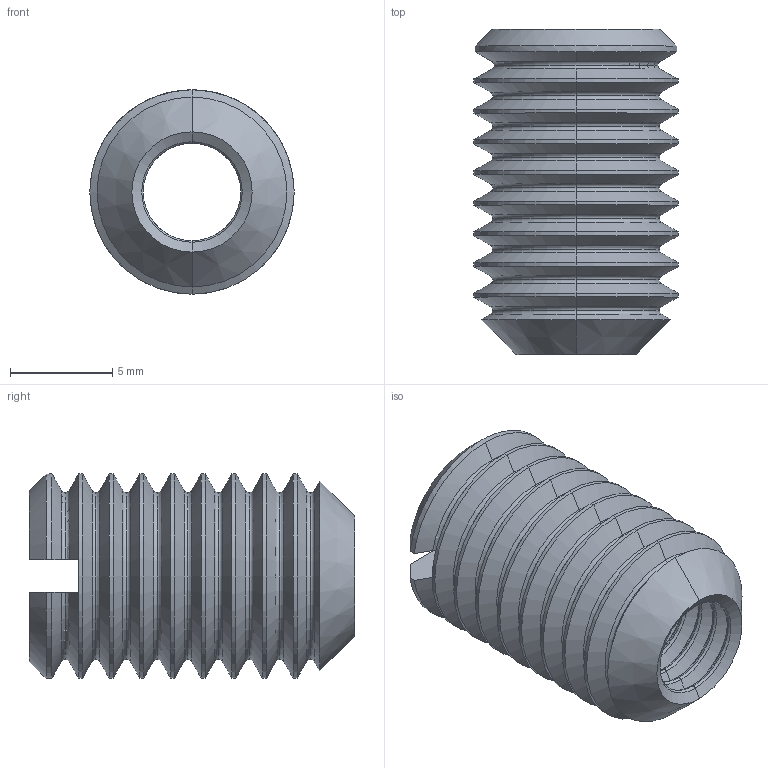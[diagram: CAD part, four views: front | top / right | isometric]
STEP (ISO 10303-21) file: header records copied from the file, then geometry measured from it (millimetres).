
FILE_DESCRIPTION (( 'STEP AP203' ), '1' );
FILE_NAME ('2.51.10.06.STEP', '2014-06-24T02:42:11', ( 'USER' ), ( 'Microsoft' ), 'SwSTEP 2.0', 'SolidWorks 2012', '' );
FILE_SCHEMA (( 'CONFIG_CONTROL_DESIGN' ));
Length unit declared in the file: millimetre
Products named in the file (1): 2.51.10.06
Bounding box: 10 x 15.91 x 10 mm (x, y, z)
Volume: 622.8 mm3; surface area: 1209.5 mm2
Topology: 1 solids, 1 shells, 279 faces, 609 edges, 330 vertices
Faces by surface type: cone 114, torus 106, cylinder 51, plane 8
Entity records: 7873 total; most frequent: CARTESIAN_POINT 1598, DIRECTION 1487, ORIENTED_EDGE 1218, AXIS2_PLACEMENT_3D 662, EDGE_CURVE 609, CIRCLE 382, VERTEX_POINT 330, EDGE_LOOP 279
